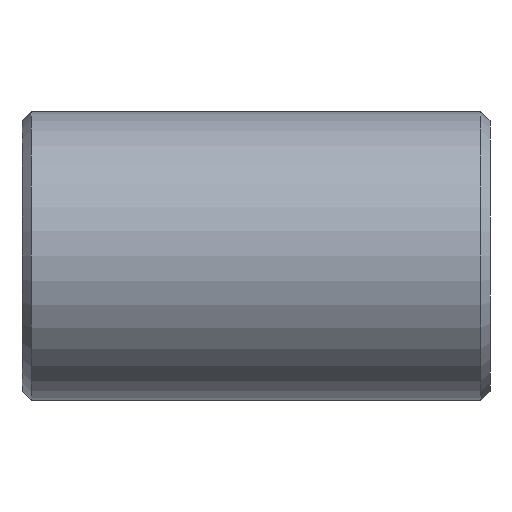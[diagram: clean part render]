
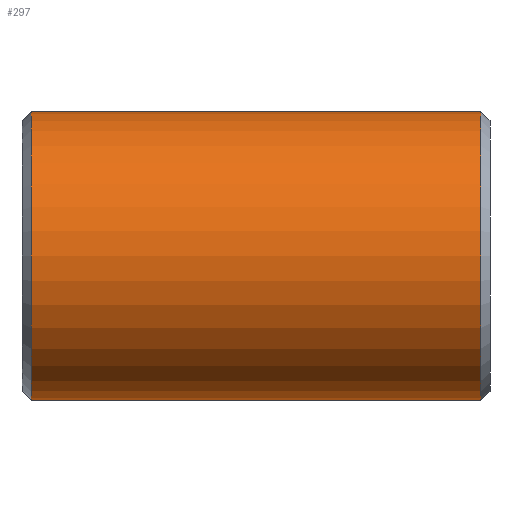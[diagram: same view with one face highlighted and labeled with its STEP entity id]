
A CAD part, front view. The second image highlights one B-rep face of the part: STEP entity #297.
In plain terms, the highlighted cylindrical face has radius 109.537 mm (diameter 219.075 mm), a partial arc.
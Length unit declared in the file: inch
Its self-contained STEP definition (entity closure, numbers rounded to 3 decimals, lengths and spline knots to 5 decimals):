
#25 = CARTESIAN_POINT ( 'NONE',  ( 7., 0., -4.3125 ) ) ;
#58 = ORIENTED_EDGE ( 'NONE', *, *, #550, .F. ) ;
#65 = EDGE_CURVE ( 'NONE', #179, #512, #468, .T. ) ;
#133 = CARTESIAN_POINT ( 'NONE',  ( 7., 0., 4.3125 ) ) ;
#173 = CIRCLE ( 'NONE', #622, 4.3125 ) ;
#179 = VERTEX_POINT ( 'NONE', #474 ) ;
#228 = CARTESIAN_POINT ( 'NONE',  ( -6.72933, 0., 4.3125 ) ) ;
#239 = VECTOR ( 'NONE', #661, 39.37008 ) ;
#276 = CYLINDRICAL_SURFACE ( 'NONE', #831, 4.3125 ) ;
#290 = DIRECTION ( 'NONE',  ( -1., 0., 0. ) ) ;
#297 = ADVANCED_FACE ( 'NONE', ( #352 ), #276, .T. ) ;
#352 = FACE_OUTER_BOUND ( 'NONE', #473, .T. ) ;
#366 = DIRECTION ( 'NONE',  ( 0., 0., -1. ) ) ;
#384 = ORIENTED_EDGE ( 'NONE', *, *, #408, .T. ) ;
#408 = EDGE_CURVE ( 'NONE', #607, #179, #549, .T. ) ;
#413 = AXIS2_PLACEMENT_3D ( 'NONE', #810, #629, #366 ) ;
#418 = CARTESIAN_POINT ( 'NONE',  ( 7., 0., 0. ) ) ;
#436 = CARTESIAN_POINT ( 'NONE',  ( 6.72933, 0., -4.3125 ) ) ;
#468 = LINE ( 'NONE', #133, #239 ) ;
#473 = EDGE_LOOP ( 'NONE', ( #58, #384, #481, #841 ) ) ;
#474 = CARTESIAN_POINT ( 'NONE',  ( 6.72933, 0., 4.3125 ) ) ;
#481 = ORIENTED_EDGE ( 'NONE', *, *, #65, .T. ) ;
#484 = EDGE_CURVE ( 'NONE', #512, #548, #173, .T. ) ;
#500 = DIRECTION ( 'NONE',  ( 1., 0., 0. ) ) ;
#512 = VERTEX_POINT ( 'NONE', #228 ) ;
#548 = VERTEX_POINT ( 'NONE', #625 ) ;
#549 = CIRCLE ( 'NONE', #413, 4.3125 ) ;
#550 = EDGE_CURVE ( 'NONE', #607, #548, #807, .T. ) ;
#607 = VERTEX_POINT ( 'NONE', #436 ) ;
#617 = CARTESIAN_POINT ( 'NONE',  ( -6.72933, 0., 0. ) ) ;
#622 = AXIS2_PLACEMENT_3D ( 'NONE', #617, #500, #815 ) ;
#625 = CARTESIAN_POINT ( 'NONE',  ( -6.72933, 0., -4.3125 ) ) ;
#629 = DIRECTION ( 'NONE',  ( -1., 0., 0. ) ) ;
#661 = DIRECTION ( 'NONE',  ( -1., 0., 0. ) ) ;
#679 = DIRECTION ( 'NONE',  ( 0., 0., 1. ) ) ;
#741 = VECTOR ( 'NONE', #290, 39.37008 ) ;
#801 = DIRECTION ( 'NONE',  ( -1., 0., 0. ) ) ;
#807 = LINE ( 'NONE', #25, #741 ) ;
#810 = CARTESIAN_POINT ( 'NONE',  ( 6.72933, 0., 0. ) ) ;
#815 = DIRECTION ( 'NONE',  ( 0., 0., 1. ) ) ;
#831 = AXIS2_PLACEMENT_3D ( 'NONE', #418, #801, #679 ) ;
#841 = ORIENTED_EDGE ( 'NONE', *, *, #484, .T. ) ;
